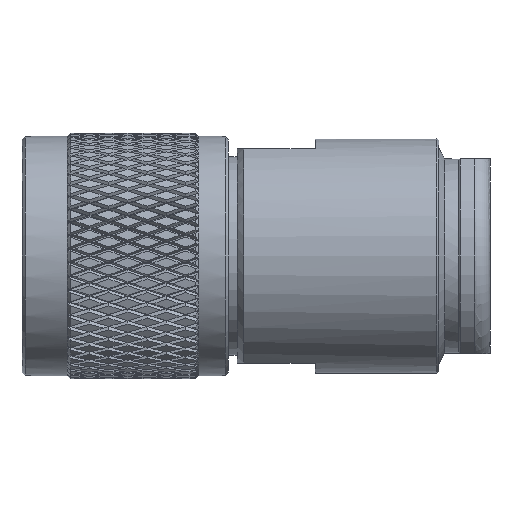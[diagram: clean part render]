
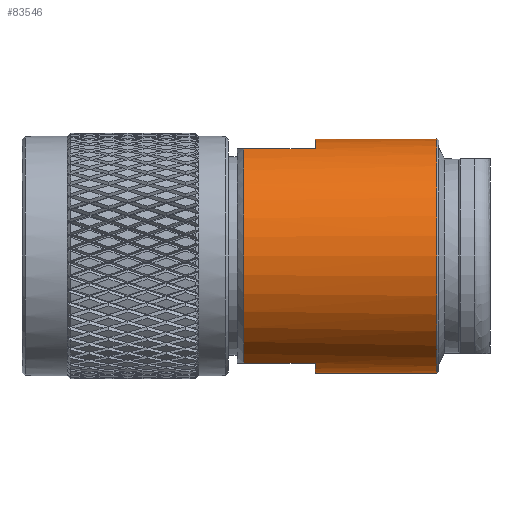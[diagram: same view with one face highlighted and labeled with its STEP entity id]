
A CAD part, front view. The second image highlights one B-rep face of the part: STEP entity #83546.
In plain terms, the highlighted cylindrical face has radius 9.537 mm (diameter 19.074 mm), a full revolution.
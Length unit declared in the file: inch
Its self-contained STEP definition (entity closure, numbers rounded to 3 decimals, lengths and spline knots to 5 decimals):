
#1083 = DIRECTION ( 'NONE',  ( -1., 0., 0. ) ) ;
#1686 = DIRECTION ( 'NONE',  ( 1., 0., 0. ) ) ;
#1893 = CARTESIAN_POINT ( 'NONE',  ( 0.70995, 0., 0. ) ) ;
#3538 = LINE ( 'NONE', #34469, #18208 ) ;
#4400 = DIRECTION ( 'NONE',  ( 0., 0., -1. ) ) ;
#5235 = CARTESIAN_POINT ( 'NONE',  ( 0.93995, -0.15276, 0.343 ) ) ;
#7145 = CARTESIAN_POINT ( 'NONE',  ( 1.17658, -0.15276, -0.343 ) ) ;
#7835 = VERTEX_POINT ( 'NONE', #55615 ) ;
#7958 = VECTOR ( 'NONE', #53803, 39.37008 ) ;
#8952 = EDGE_CURVE ( 'NONE', #81914, #49787, #12955, .T. ) ;
#10173 = DIRECTION ( 'NONE',  ( 0., 0., -1. ) ) ;
#11425 = CARTESIAN_POINT ( 'NONE',  ( 1.17658, -0.15276, 0.343 ) ) ;
#12145 = AXIS2_PLACEMENT_3D ( 'NONE', #74258, #1686, #73952 ) ;
#12955 = CIRCLE ( 'NONE', #75176, 0.37548 ) ;
#13188 = DIRECTION ( 'NONE',  ( 0., 0., 1. ) ) ;
#14065 = ORIENTED_EDGE ( 'NONE', *, *, #66900, .T. ) ;
#14518 = VERTEX_POINT ( 'NONE', #41002 ) ;
#15544 = CYLINDRICAL_SURFACE ( 'NONE', #60606, 0.37548 ) ;
#17134 = CIRCLE ( 'NONE', #12145, 0.37548 ) ;
#17741 = CARTESIAN_POINT ( 'NONE',  ( 1.33, 0., 0. ) ) ;
#18208 = VECTOR ( 'NONE', #1083, 39.37008 ) ;
#18293 = EDGE_LOOP ( 'NONE', ( #67100, #47699, #48363, #35299, #46790, #44934, #28683, #82856 ) ) ;
#20030 = FACE_OUTER_BOUND ( 'NONE', #85632, .T. ) ;
#21610 = VERTEX_POINT ( 'NONE', #78419 ) ;
#22835 = EDGE_CURVE ( 'NONE', #68057, #77073, #82404, .T. ) ;
#24335 = EDGE_CURVE ( 'NONE', #77073, #7835, #88967, .T. ) ;
#25515 = DIRECTION ( 'NONE',  ( 1., 0., 0. ) ) ;
#27662 = CARTESIAN_POINT ( 'NONE',  ( 0.93995, -0.15276, -0.343 ) ) ;
#27855 = FACE_OUTER_BOUND ( 'NONE', #18293, .T. ) ;
#28683 = ORIENTED_EDGE ( 'NONE', *, *, #42611, .T. ) ;
#29609 = DIRECTION ( 'NONE',  ( 0., 0., 1. ) ) ;
#31827 = VECTOR ( 'NONE', #43969, 39.37008 ) ;
#31886 = CIRCLE ( 'NONE', #49768, 0.37548 ) ;
#33442 = CARTESIAN_POINT ( 'NONE',  ( 0.93995, 0.15276, 0.343 ) ) ;
#33824 = CARTESIAN_POINT ( 'NONE',  ( 0.93995, 0.15276, -0.343 ) ) ;
#34469 = CARTESIAN_POINT ( 'NONE',  ( 1.17658, 0.15276, -0.343 ) ) ;
#35299 = ORIENTED_EDGE ( 'NONE', *, *, #74666, .T. ) ;
#40117 = AXIS2_PLACEMENT_3D ( 'NONE', #84759, #76612, #13188 ) ;
#41002 = CARTESIAN_POINT ( 'NONE',  ( 0.70995, 0.15276, -0.343 ) ) ;
#42611 = EDGE_CURVE ( 'NONE', #14518, #91402, #17134, .T. ) ;
#43969 = DIRECTION ( 'NONE',  ( 1., 0., 0. ) ) ;
#44697 = LINE ( 'NONE', #79901, #75087 ) ;
#44934 = ORIENTED_EDGE ( 'NONE', *, *, #89158, .T. ) ;
#46790 = ORIENTED_EDGE ( 'NONE', *, *, #8952, .T. ) ;
#47699 = ORIENTED_EDGE ( 'NONE', *, *, #24335, .T. ) ;
#48363 = ORIENTED_EDGE ( 'NONE', *, *, #88409, .T. ) ;
#48838 = DIRECTION ( 'NONE',  ( 1., 0., 0. ) ) ;
#49768 = AXIS2_PLACEMENT_3D ( 'NONE', #1893, #72632, #29609 ) ;
#49787 = VERTEX_POINT ( 'NONE', #33824 ) ;
#53803 = DIRECTION ( 'NONE',  ( -1., 0., 0. ) ) ;
#55615 = CARTESIAN_POINT ( 'NONE',  ( 0.70995, -0.15276, 0.343 ) ) ;
#55815 = CARTESIAN_POINT ( 'NONE',  ( 0.70995, 0.15276, 0.343 ) ) ;
#57061 = CIRCLE ( 'NONE', #70620, 0.37548 ) ;
#60606 = AXIS2_PLACEMENT_3D ( 'NONE', #91143, #25515, #4400 ) ;
#63198 = VERTEX_POINT ( 'NONE', #79518 ) ;
#66900 = EDGE_CURVE ( 'NONE', #63198, #63198, #57061, .T. ) ;
#67100 = ORIENTED_EDGE ( 'NONE', *, *, #22835, .T. ) ;
#68057 = VERTEX_POINT ( 'NONE', #33442 ) ;
#70620 = AXIS2_PLACEMENT_3D ( 'NONE', #17741, #81808, #10173 ) ;
#70835 = DIRECTION ( 'NONE',  ( 0., 0., 1. ) ) ;
#72632 = DIRECTION ( 'NONE',  ( 1., 0., 0. ) ) ;
#73952 = DIRECTION ( 'NONE',  ( 0., 0., 1. ) ) ;
#74258 = CARTESIAN_POINT ( 'NONE',  ( 0.70995, 0., 0. ) ) ;
#74666 = EDGE_CURVE ( 'NONE', #21610, #81914, #79058, .T. ) ;
#75087 = VECTOR ( 'NONE', #80519, 39.37008 ) ;
#75176 = AXIS2_PLACEMENT_3D ( 'NONE', #85297, #48838, #70835 ) ;
#76612 = DIRECTION ( 'NONE',  ( 1., 0., 0. ) ) ;
#77073 = VERTEX_POINT ( 'NONE', #5235 ) ;
#78419 = CARTESIAN_POINT ( 'NONE',  ( 0.70995, -0.15276, -0.343 ) ) ;
#79058 = LINE ( 'NONE', #7145, #31827 ) ;
#79518 = CARTESIAN_POINT ( 'NONE',  ( 1.33, 0., -0.37548 ) ) ;
#79901 = CARTESIAN_POINT ( 'NONE',  ( 1.17658, 0.15276, 0.343 ) ) ;
#80519 = DIRECTION ( 'NONE',  ( 1., 0., 0. ) ) ;
#81808 = DIRECTION ( 'NONE',  ( -1., 0., 0. ) ) ;
#81914 = VERTEX_POINT ( 'NONE', #27662 ) ;
#82404 = CIRCLE ( 'NONE', #40117, 0.37548 ) ;
#82856 = ORIENTED_EDGE ( 'NONE', *, *, #83342, .T. ) ;
#83342 = EDGE_CURVE ( 'NONE', #91402, #68057, #44697, .T. ) ;
#83546 = ADVANCED_FACE ( 'NONE', ( #20030, #27855 ), #15544, .T. ) ;
#84759 = CARTESIAN_POINT ( 'NONE',  ( 0.93995, 0., 0. ) ) ;
#85297 = CARTESIAN_POINT ( 'NONE',  ( 0.93995, 0., 0. ) ) ;
#85632 = EDGE_LOOP ( 'NONE', ( #14065 ) ) ;
#88409 = EDGE_CURVE ( 'NONE', #7835, #21610, #31886, .T. ) ;
#88967 = LINE ( 'NONE', #11425, #7958 ) ;
#89158 = EDGE_CURVE ( 'NONE', #49787, #14518, #3538, .T. ) ;
#91143 = CARTESIAN_POINT ( 'NONE',  ( 1.17658, 0., 0. ) ) ;
#91402 = VERTEX_POINT ( 'NONE', #55815 ) ;
